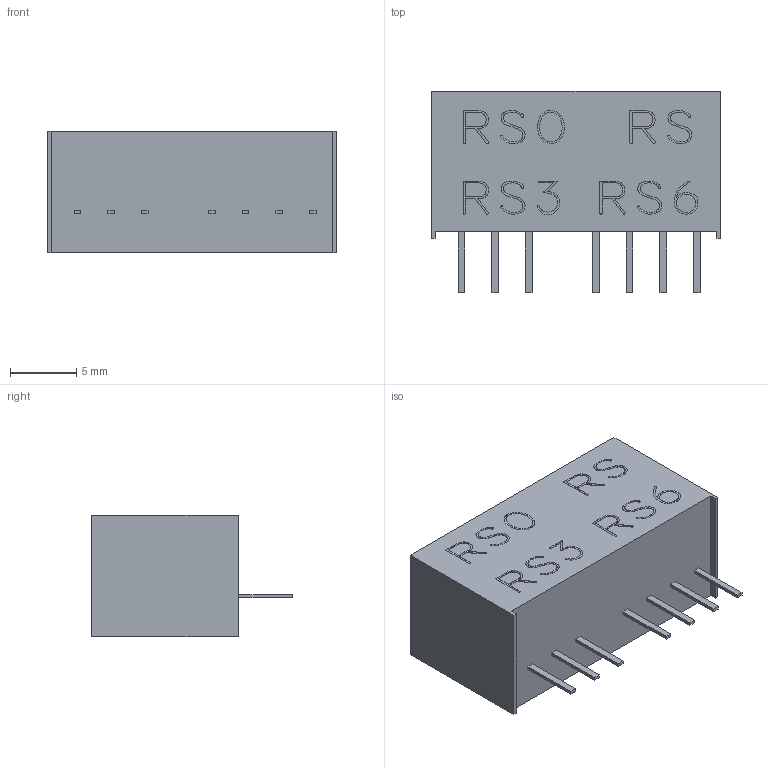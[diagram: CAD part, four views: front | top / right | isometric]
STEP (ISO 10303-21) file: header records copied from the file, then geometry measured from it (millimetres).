
FILE_DESCRIPTION (( 'STEP AP214' ), '1' );
FILE_NAME ('User Library-RECOM.STEP', '2019-05-11T01:45:37', ( '' ), ( '' ), 'SwSTEP 2.0', 'SolidWorks 2019', '' );
FILE_SCHEMA (( 'AUTOMOTIVE_DESIGN' ));
Length unit declared in the file: millimetre
Products named in the file (1): User Library-RECOM
Bounding box: 21.8 x 15.2 x 9.21 mm (x, y, z)
Volume: 2107.7 mm3; surface area: 1150.6 mm2
Topology: 1 solids, 1 shells, 391 faces, 1062 edges, 708 vertices
Faces by surface type: bspline 210, plane 181
Entity records: 22479 total; most frequent: CARTESIAN_POINT 11084, ORIENTED_EDGE 2124, EDGE_CURVE 1062, DIRECTION 1006, VERTEX_POINT 708, VECTOR 642, LINE 642, EDGE_LOOP 426
